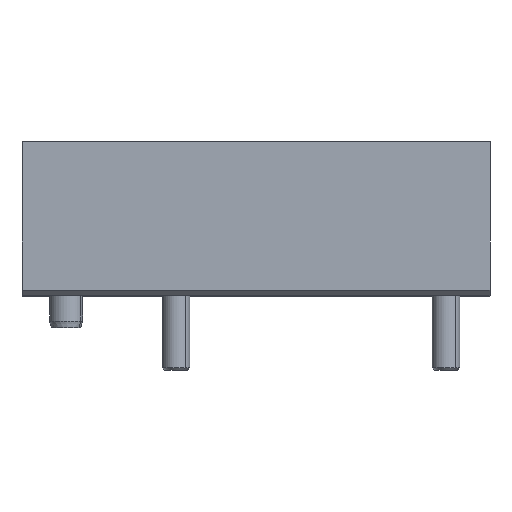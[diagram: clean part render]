
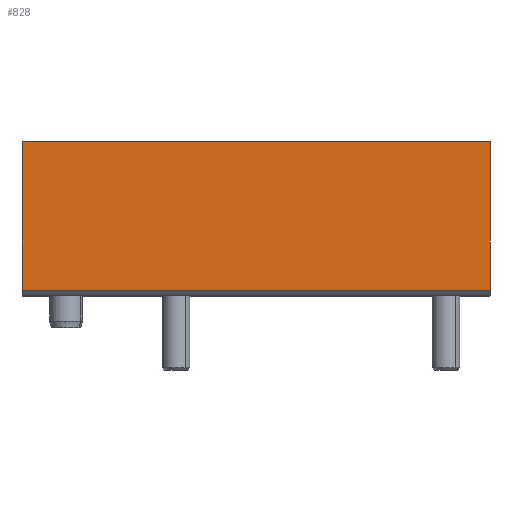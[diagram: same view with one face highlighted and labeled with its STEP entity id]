
A CAD part, top view. The second image highlights one B-rep face of the part: STEP entity #828.
In plain terms, the highlighted face is planar.
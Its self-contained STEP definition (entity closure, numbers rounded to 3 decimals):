
#165 = LINE ( 'NONE', #3535, #1876 ) ;
#204 = VERTEX_POINT ( 'NONE', #1295 ) ;
#207 = ORIENTED_EDGE ( 'NONE', *, *, #2178, .T. ) ;
#252 = CARTESIAN_POINT ( 'NONE',  ( -42.5, 1., -28. ) ) ;
#341 = DIRECTION ( 'NONE',  ( -1., 0., 0. ) ) ;
#435 = DIRECTION ( 'NONE',  ( -1., 0., 0. ) ) ;
#449 = FACE_OUTER_BOUND ( 'NONE', #3375, .T. ) ;
#649 = CARTESIAN_POINT ( 'NONE',  ( 42.5, 28., -28. ) ) ;
#828 = ADVANCED_FACE ( 'NONE', ( #449 ), #3385, .F. ) ;
#907 = DIRECTION ( 'NONE',  ( 0., -1., 0. ) ) ;
#939 = CARTESIAN_POINT ( 'NONE',  ( -42.5, 28., -28. ) ) ;
#1118 = ORIENTED_EDGE ( 'NONE', *, *, #1702, .F. ) ;
#1295 = CARTESIAN_POINT ( 'NONE',  ( 42.5, 1., -28. ) ) ;
#1558 = CARTESIAN_POINT ( 'NONE',  ( -42.5, 28., -28. ) ) ;
#1620 = DIRECTION ( 'NONE',  ( 0., 0., 1. ) ) ;
#1627 = AXIS2_PLACEMENT_3D ( 'NONE', #1558, #1620, #1667 ) ;
#1667 = DIRECTION ( 'NONE',  ( 1., 0., 0. ) ) ;
#1702 = EDGE_CURVE ( 'NONE', #2605, #2406, #2630, .T. ) ;
#1876 = VECTOR ( 'NONE', #435, 1000. ) ;
#1912 = LINE ( 'NONE', #3093, #3125 ) ;
#2074 = EDGE_CURVE ( 'NONE', #3162, #2605, #2465, .T. ) ;
#2075 = CARTESIAN_POINT ( 'NONE',  ( -42.5, 28., -28. ) ) ;
#2178 = EDGE_CURVE ( 'NONE', #204, #2406, #165, .T. ) ;
#2406 = VERTEX_POINT ( 'NONE', #252 ) ;
#2465 = LINE ( 'NONE', #2075, #4024 ) ;
#2605 = VERTEX_POINT ( 'NONE', #4153 ) ;
#2630 = LINE ( 'NONE', #939, #3980 ) ;
#2670 = DIRECTION ( 'NONE',  ( 0., -1., 0. ) ) ;
#3093 = CARTESIAN_POINT ( 'NONE',  ( 42.5, 28., -28. ) ) ;
#3125 = VECTOR ( 'NONE', #2670, 1000. ) ;
#3162 = VERTEX_POINT ( 'NONE', #649 ) ;
#3375 = EDGE_LOOP ( 'NONE', ( #3919, #207, #1118, #3619 ) ) ;
#3385 = PLANE ( 'NONE',  #1627 ) ;
#3535 = CARTESIAN_POINT ( 'NONE',  ( -42.5, 1., -28. ) ) ;
#3619 = ORIENTED_EDGE ( 'NONE', *, *, #2074, .F. ) ;
#3919 = ORIENTED_EDGE ( 'NONE', *, *, #3965, .T. ) ;
#3965 = EDGE_CURVE ( 'NONE', #3162, #204, #1912, .T. ) ;
#3980 = VECTOR ( 'NONE', #907, 1000. ) ;
#4024 = VECTOR ( 'NONE', #341, 1000. ) ;
#4153 = CARTESIAN_POINT ( 'NONE',  ( -42.5, 28., -28. ) ) ;
